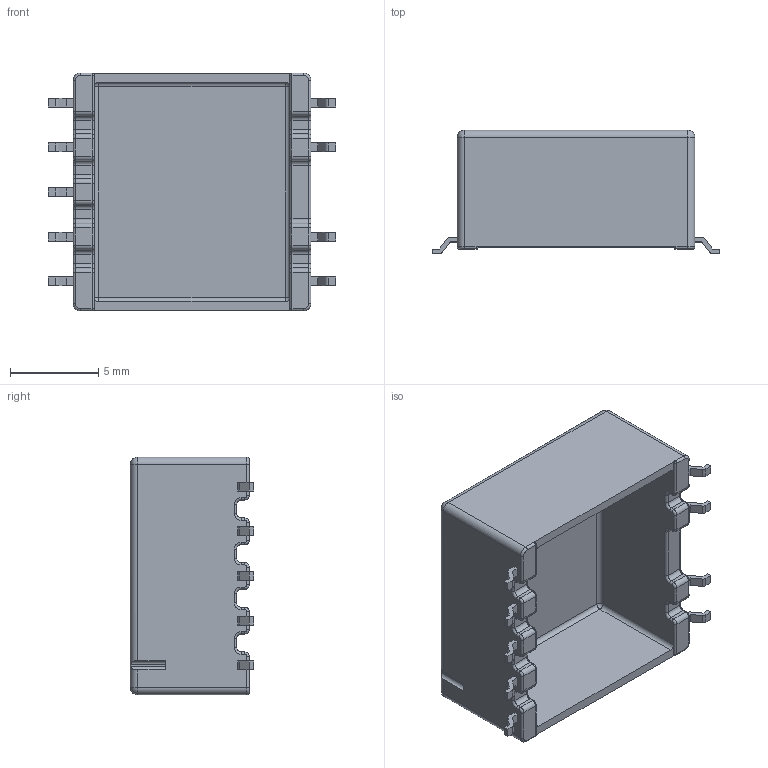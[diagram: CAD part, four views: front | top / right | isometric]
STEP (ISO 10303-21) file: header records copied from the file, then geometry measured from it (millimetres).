
FILE_DESCRIPTION (( 'STEP AP214' ), '1' );
FILE_NAME ('TOR_1236.STEP', '2019-02-01T15:32:25', ( '' ), ( '' ), 'SwSTEP 2.0', 'SolidWorks 2017', '' );
FILE_SCHEMA (( 'AUTOMOTIVE_DESIGN' ));
Length unit declared in the file: inch
Products named in the file (2): 250-1236_6A; TOR_1236
Assembly tree (1 placements, depth 2):
  TOR_1236
    250-1236_6A
Bounding box: 16.32 x 7 x 13.5 mm (x, y, z)
Volume: 382.7 mm3; surface area: 1001.2 mm2
Topology: 1 solids, 1 shells, 325 faces, 798 edges, 472 vertices
Faces by surface type: cylinder 128, plane 125, torus 60, sphere 12
Entity records: 10765 total; most frequent: DIRECTION 1760, CARTESIAN_POINT 1605, ORIENTED_EDGE 1572, EDGE_CURVE 786, AXIS2_PLACEMENT_3D 647, VERTEX_POINT 472, LINE 466, VECTOR 466
